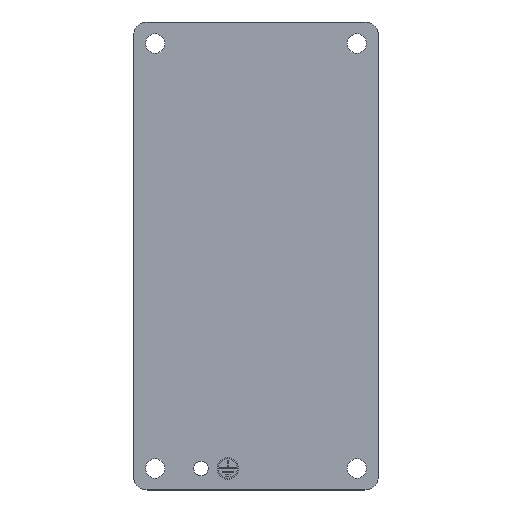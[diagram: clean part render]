
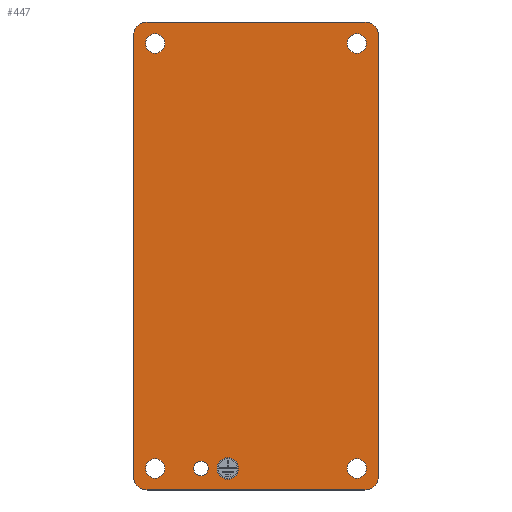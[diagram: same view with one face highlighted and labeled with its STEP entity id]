
A CAD part, top view. The second image highlights one B-rep face of the part: STEP entity #447.
In plain terms, the highlighted planar face has unit normal (0, 0, 1).
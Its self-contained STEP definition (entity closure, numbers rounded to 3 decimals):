
#54=AXIS2_PLACEMENT_3D('Circle Axis2P3D',#52,#53,$) ;
#271=AXIS2_PLACEMENT_3D('Circle Axis2P3D',#269,#270,$) ;
#285=AXIS2_PLACEMENT_3D('Plane Axis2P3D',#282,#283,#284) ;
#298=AXIS2_PLACEMENT_3D('Circle Axis2P3D',#296,#297,$) ;
#312=AXIS2_PLACEMENT_3D('Circle Axis2P3D',#310,#311,$) ;
#326=AXIS2_PLACEMENT_3D('Circle Axis2P3D',#324,#325,$) ;
#340=AXIS2_PLACEMENT_3D('Circle Axis2P3D',#338,#339,$) ;
#359=AXIS2_PLACEMENT_3D('Circle Axis2P3D',#357,#358,$) ;
#368=AXIS2_PLACEMENT_3D('Circle Axis2P3D',#366,#367,$) ;
#377=AXIS2_PLACEMENT_3D('Circle Axis2P3D',#375,#376,$) ;
#386=AXIS2_PLACEMENT_3D('Circle Axis2P3D',#384,#385,$) ;
#395=AXIS2_PLACEMENT_3D('Circle Axis2P3D',#393,#394,$) ;
#404=AXIS2_PLACEMENT_3D('Circle Axis2P3D',#402,#403,$) ;
#413=AXIS2_PLACEMENT_3D('Circle Axis2P3D',#411,#412,$) ;
#422=AXIS2_PLACEMENT_3D('Circle Axis2P3D',#420,#421,$) ;
#431=AXIS2_PLACEMENT_3D('Circle Axis2P3D',#429,#430,$) ;
#440=AXIS2_PLACEMENT_3D('Circle Axis2P3D',#438,#439,$) ;
#49=CARTESIAN_POINT('Vertex',(22.3,8.,1.5)) ;
#52=CARTESIAN_POINT('Axis2P3D Location',(25.,8.,1.5)) ;
#56=CARTESIAN_POINT('Vertex',(27.7,8.,1.5)) ;
#269=CARTESIAN_POINT('Axis2P3D Location',(25.,8.,1.5)) ;
#282=CARTESIAN_POINT('Axis2P3D Location',(45.5,87.,1.5)) ;
#287=CARTESIAN_POINT('Line Origine',(45.5,174.,1.5)) ;
#291=CARTESIAN_POINT('Vertex',(86.,174.,1.5)) ;
#293=CARTESIAN_POINT('Vertex',(5.,174.,1.5)) ;
#296=CARTESIAN_POINT('Axis2P3D Location',(5.,169.,1.5)) ;
#300=CARTESIAN_POINT('Vertex',(0.,169.,1.5)) ;
#303=CARTESIAN_POINT('Line Origine',(0.,87.,1.5)) ;
#307=CARTESIAN_POINT('Vertex',(0.,5.,1.5)) ;
#310=CARTESIAN_POINT('Axis2P3D Location',(5.,5.,1.5)) ;
#314=CARTESIAN_POINT('Vertex',(5.,0.,1.5)) ;
#317=CARTESIAN_POINT('Line Origine',(45.5,0.,1.5)) ;
#321=CARTESIAN_POINT('Vertex',(86.,0.,1.5)) ;
#324=CARTESIAN_POINT('Axis2P3D Location',(86.,5.,1.5)) ;
#328=CARTESIAN_POINT('Vertex',(91.,5.,1.5)) ;
#331=CARTESIAN_POINT('Line Origine',(91.,87.,1.5)) ;
#335=CARTESIAN_POINT('Vertex',(91.,169.,1.5)) ;
#338=CARTESIAN_POINT('Axis2P3D Location',(86.,169.,1.5)) ;
#357=CARTESIAN_POINT('Axis2P3D Location',(35.,8.,1.5)) ;
#361=CARTESIAN_POINT('Vertex',(39.,8.,1.5)) ;
#363=CARTESIAN_POINT('Vertex',(31.,8.,1.5)) ;
#366=CARTESIAN_POINT('Axis2P3D Location',(35.,8.,1.5)) ;
#375=CARTESIAN_POINT('Axis2P3D Location',(8.,8.,1.5)) ;
#379=CARTESIAN_POINT('Vertex',(11.6,8.,1.5)) ;
#381=CARTESIAN_POINT('Vertex',(4.4,8.,1.5)) ;
#384=CARTESIAN_POINT('Axis2P3D Location',(8.,8.,1.5)) ;
#393=CARTESIAN_POINT('Axis2P3D Location',(83.,8.,1.5)) ;
#397=CARTESIAN_POINT('Vertex',(86.6,8.,1.5)) ;
#399=CARTESIAN_POINT('Vertex',(79.4,8.,1.5)) ;
#402=CARTESIAN_POINT('Axis2P3D Location',(83.,8.,1.5)) ;
#411=CARTESIAN_POINT('Axis2P3D Location',(83.,166.,1.5)) ;
#415=CARTESIAN_POINT('Vertex',(86.6,166.,1.5)) ;
#417=CARTESIAN_POINT('Vertex',(79.4,166.,1.5)) ;
#420=CARTESIAN_POINT('Axis2P3D Location',(83.,166.,1.5)) ;
#429=CARTESIAN_POINT('Axis2P3D Location',(8.,166.,1.5)) ;
#433=CARTESIAN_POINT('Vertex',(11.6,166.,1.5)) ;
#435=CARTESIAN_POINT('Vertex',(4.4,166.,1.5)) ;
#438=CARTESIAN_POINT('Axis2P3D Location',(8.,166.,1.5)) ;
#53=DIRECTION('Axis2P3D Direction',(0.,0.,1.)) ;
#270=DIRECTION('Axis2P3D Direction',(0.,0.,1.)) ;
#283=DIRECTION('Axis2P3D Direction',(-0.,0.,1.)) ;
#284=DIRECTION('Axis2P3D XDirection',(1.,0.,0.)) ;
#288=DIRECTION('Vector Direction',(-1.,0.,0.)) ;
#297=DIRECTION('Axis2P3D Direction',(-0.,0.,1.)) ;
#304=DIRECTION('Vector Direction',(0.,-1.,0.)) ;
#311=DIRECTION('Axis2P3D Direction',(-0.,0.,1.)) ;
#318=DIRECTION('Vector Direction',(1.,0.,0.)) ;
#325=DIRECTION('Axis2P3D Direction',(-0.,0.,1.)) ;
#332=DIRECTION('Vector Direction',(0.,1.,0.)) ;
#339=DIRECTION('Axis2P3D Direction',(-0.,0.,1.)) ;
#358=DIRECTION('Axis2P3D Direction',(-0.,0.,1.)) ;
#367=DIRECTION('Axis2P3D Direction',(-0.,0.,1.)) ;
#376=DIRECTION('Axis2P3D Direction',(-0.,0.,1.)) ;
#385=DIRECTION('Axis2P3D Direction',(-0.,0.,1.)) ;
#394=DIRECTION('Axis2P3D Direction',(-0.,0.,1.)) ;
#403=DIRECTION('Axis2P3D Direction',(-0.,0.,1.)) ;
#412=DIRECTION('Axis2P3D Direction',(-0.,0.,1.)) ;
#421=DIRECTION('Axis2P3D Direction',(-0.,0.,1.)) ;
#430=DIRECTION('Axis2P3D Direction',(-0.,0.,1.)) ;
#439=DIRECTION('Axis2P3D Direction',(-0.,0.,1.)) ;
#289=VECTOR('Line Direction',#288,1.) ;
#305=VECTOR('Line Direction',#304,1.) ;
#319=VECTOR('Line Direction',#318,1.) ;
#333=VECTOR('Line Direction',#332,1.) ;
#344=ORIENTED_EDGE('',*,*,#295,.T.) ;
#345=ORIENTED_EDGE('',*,*,#302,.T.) ;
#346=ORIENTED_EDGE('',*,*,#309,.T.) ;
#347=ORIENTED_EDGE('',*,*,#316,.T.) ;
#348=ORIENTED_EDGE('',*,*,#323,.T.) ;
#349=ORIENTED_EDGE('',*,*,#330,.T.) ;
#350=ORIENTED_EDGE('',*,*,#337,.T.) ;
#351=ORIENTED_EDGE('',*,*,#342,.T.) ;
#354=ORIENTED_EDGE('',*,*,#273,.F.) ;
#355=ORIENTED_EDGE('',*,*,#58,.F.) ;
#372=ORIENTED_EDGE('',*,*,#365,.F.) ;
#373=ORIENTED_EDGE('',*,*,#370,.F.) ;
#390=ORIENTED_EDGE('',*,*,#383,.F.) ;
#391=ORIENTED_EDGE('',*,*,#388,.F.) ;
#408=ORIENTED_EDGE('',*,*,#401,.F.) ;
#409=ORIENTED_EDGE('',*,*,#406,.F.) ;
#426=ORIENTED_EDGE('',*,*,#419,.F.) ;
#427=ORIENTED_EDGE('',*,*,#424,.F.) ;
#444=ORIENTED_EDGE('',*,*,#437,.F.) ;
#445=ORIENTED_EDGE('',*,*,#442,.F.) ;
#356=FACE_BOUND('',#353,.T.) ;
#374=FACE_BOUND('',#371,.T.) ;
#392=FACE_BOUND('',#389,.T.) ;
#410=FACE_BOUND('',#407,.T.) ;
#428=FACE_BOUND('',#425,.T.) ;
#446=FACE_BOUND('',#443,.T.) ;
#447=ADVANCED_FACE('Schnitt-Linear austragen6',(#352,#356,#374,#392,#410,#428,#446),#286,.T.) ;
#55=CIRCLE('generated circle',#54,2.7) ;
#272=CIRCLE('generated circle',#271,2.7) ;
#299=CIRCLE('generated circle',#298,5.) ;
#313=CIRCLE('generated circle',#312,5.) ;
#327=CIRCLE('generated circle',#326,5.) ;
#341=CIRCLE('generated circle',#340,5.) ;
#360=CIRCLE('generated circle',#359,4.) ;
#369=CIRCLE('generated circle',#368,4.) ;
#378=CIRCLE('generated circle',#377,3.6) ;
#387=CIRCLE('generated circle',#386,3.6) ;
#396=CIRCLE('generated circle',#395,3.6) ;
#405=CIRCLE('generated circle',#404,3.6) ;
#414=CIRCLE('generated circle',#413,3.6) ;
#423=CIRCLE('generated circle',#422,3.6) ;
#432=CIRCLE('generated circle',#431,3.6) ;
#441=CIRCLE('generated circle',#440,3.6) ;
#58=EDGE_CURVE('',#50,#57,#55,.T.) ;
#273=EDGE_CURVE('',#57,#50,#272,.T.) ;
#295=EDGE_CURVE('',#292,#294,#290,.T.) ;
#302=EDGE_CURVE('',#294,#301,#299,.T.) ;
#309=EDGE_CURVE('',#301,#308,#306,.T.) ;
#316=EDGE_CURVE('',#308,#315,#313,.T.) ;
#323=EDGE_CURVE('',#315,#322,#320,.T.) ;
#330=EDGE_CURVE('',#322,#329,#327,.T.) ;
#337=EDGE_CURVE('',#329,#336,#334,.T.) ;
#342=EDGE_CURVE('',#336,#292,#341,.T.) ;
#365=EDGE_CURVE('',#362,#364,#360,.T.) ;
#370=EDGE_CURVE('',#364,#362,#369,.T.) ;
#383=EDGE_CURVE('',#380,#382,#378,.T.) ;
#388=EDGE_CURVE('',#382,#380,#387,.T.) ;
#401=EDGE_CURVE('',#398,#400,#396,.T.) ;
#406=EDGE_CURVE('',#400,#398,#405,.T.) ;
#419=EDGE_CURVE('',#416,#418,#414,.T.) ;
#424=EDGE_CURVE('',#418,#416,#423,.T.) ;
#437=EDGE_CURVE('',#434,#436,#432,.T.) ;
#442=EDGE_CURVE('',#436,#434,#441,.T.) ;
#343=EDGE_LOOP('',(#344,#345,#346,#347,#348,#349,#350,#351)) ;
#353=EDGE_LOOP('',(#354,#355)) ;
#371=EDGE_LOOP('',(#372,#373)) ;
#389=EDGE_LOOP('',(#390,#391)) ;
#407=EDGE_LOOP('',(#408,#409)) ;
#425=EDGE_LOOP('',(#426,#427)) ;
#443=EDGE_LOOP('',(#444,#445)) ;
#352=FACE_OUTER_BOUND('',#343,.T.) ;
#290=LINE('Line',#287,#289) ;
#306=LINE('Line',#303,#305) ;
#320=LINE('Line',#317,#319) ;
#334=LINE('Line',#331,#333) ;
#286=PLANE('',#285) ;
#50=VERTEX_POINT('',#49) ;
#57=VERTEX_POINT('',#56) ;
#292=VERTEX_POINT('',#291) ;
#294=VERTEX_POINT('',#293) ;
#301=VERTEX_POINT('',#300) ;
#308=VERTEX_POINT('',#307) ;
#315=VERTEX_POINT('',#314) ;
#322=VERTEX_POINT('',#321) ;
#329=VERTEX_POINT('',#328) ;
#336=VERTEX_POINT('',#335) ;
#362=VERTEX_POINT('',#361) ;
#364=VERTEX_POINT('',#363) ;
#380=VERTEX_POINT('',#379) ;
#382=VERTEX_POINT('',#381) ;
#398=VERTEX_POINT('',#397) ;
#400=VERTEX_POINT('',#399) ;
#416=VERTEX_POINT('',#415) ;
#418=VERTEX_POINT('',#417) ;
#434=VERTEX_POINT('',#433) ;
#436=VERTEX_POINT('',#435) ;
